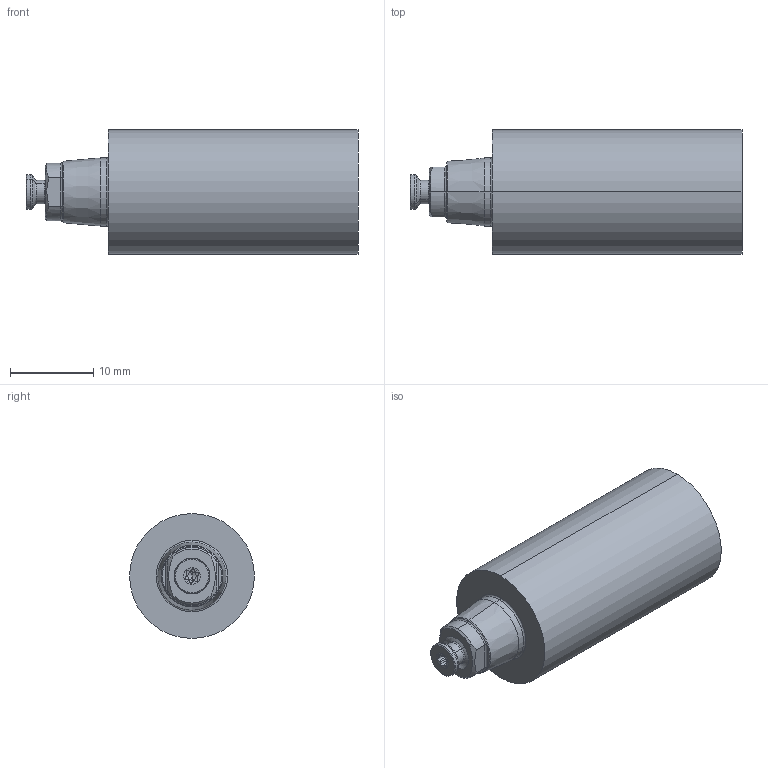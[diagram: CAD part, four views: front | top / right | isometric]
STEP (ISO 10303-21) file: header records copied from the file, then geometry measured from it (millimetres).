
FILE_DESCRIPTION (( 'STEP AP214' ), '1' );
FILE_NAME ('LW2.Ro1.015.030.STEP', '2022-10-11T09:44:46', ( '' ), ( '' ), 'SwSTEP 2.0', 'SolidWorks 2017', '' );
FILE_SCHEMA (( 'AUTOMOTIVE_DESIGN' ));
Length unit declared in the file: millimetre
Products named in the file (3): LW2-U00.ER1.000_A; LW2.Ro1.015.030; LW2-Ro1.015.030_A
Assembly tree (2 placements, depth 2):
  LW2.Ro1.015.030
    LW2-Ro1.015.030_A
    LW2-U00.ER1.000_A
Bounding box: 39.9 x 15 x 15 mm (x, y, z)
Volume: 5644 mm3; surface area: 2175.7 mm2
Topology: 2 solids, 2 shells, 92 faces, 210 edges, 123 vertices
Faces by surface type: cylinder 38, cone 27, torus 17, plane 10
Entity records: 2890 total; most frequent: CARTESIAN_POINT 678, DIRECTION 445, ORIENTED_EDGE 416, EDGE_CURVE 208, AXIS2_PLACEMENT_3D 190, VERTEX_POINT 123, EDGE_LOOP 97, CIRCLE 93
